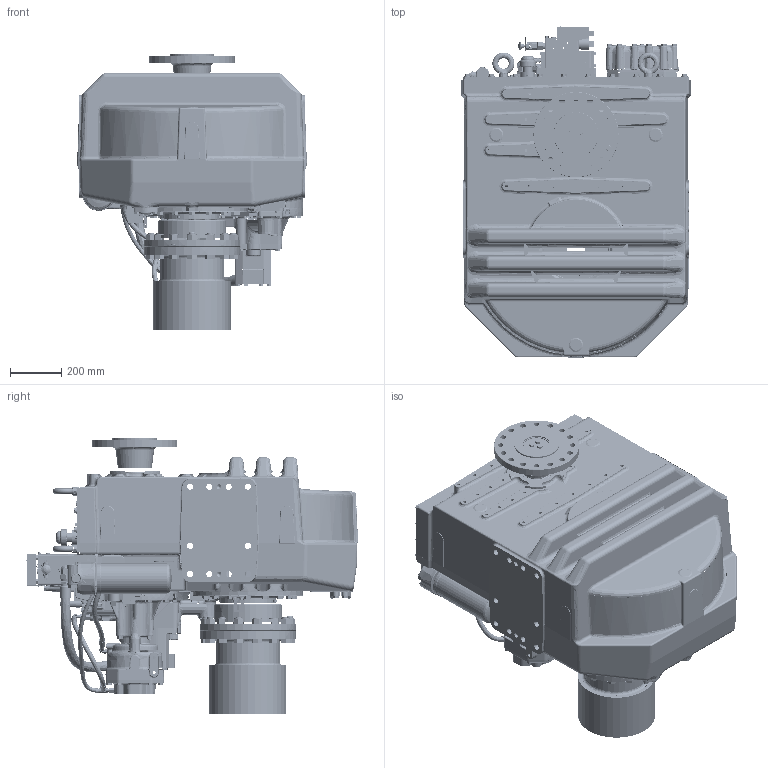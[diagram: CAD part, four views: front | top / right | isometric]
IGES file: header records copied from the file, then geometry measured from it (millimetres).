
Start section: SolidWorks IGES file using analytic representation for surfaces
Global section: file name: 1026064S.igs; native system: SolidWorks 2019; preprocessor: SolidWorks 2019; author: PDMBatchService; date: 211117.134246; units: millimetre
Bounding box: 893 x 1291.85 x 1074.94 mm (x, y, z)
Surface area: 8239540.7 mm2 (no closed solid volume)
Topology: 0 solids, 0 shells, 7760 faces, 145061 edges, 144868 vertices
Faces by surface type: bspline 4371, revolution 3389
